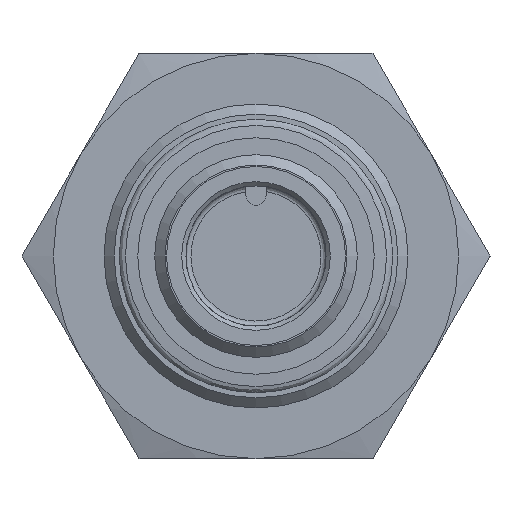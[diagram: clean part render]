
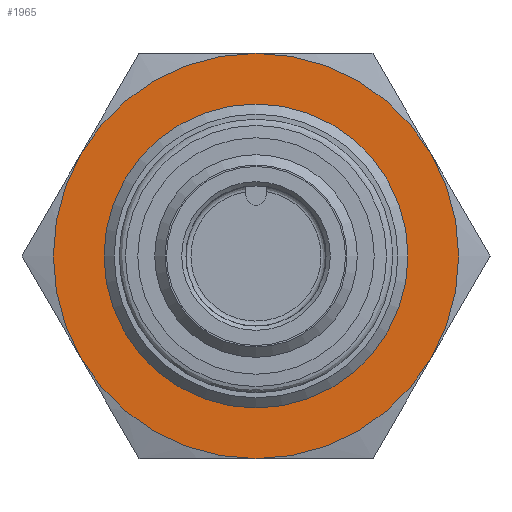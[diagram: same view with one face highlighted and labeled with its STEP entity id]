
A CAD part, left-side view. The second image highlights one B-rep face of the part: STEP entity #1965.
In plain terms, the highlighted planar face has unit normal (-1, 0, 0).
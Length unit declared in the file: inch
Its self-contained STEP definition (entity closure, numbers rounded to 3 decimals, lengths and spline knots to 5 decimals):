
#156 = DIRECTION ( 'NONE',  ( 0., 0., 1. ) ) ;
#173 = CARTESIAN_POINT ( 'NONE',  ( 1.02362, 0.40915, 0.23622 ) ) ;
#198 = EDGE_CURVE ( 'NONE', #2266, #2685, #4931, .T. ) ;
#245 = CIRCLE ( 'NONE', #672, 0.47244 ) ;
#309 = DIRECTION ( 'NONE',  ( 0., 0., 1. ) ) ;
#310 = FACE_BOUND ( 'NONE', #4816, .T. ) ;
#345 = CIRCLE ( 'NONE', #1537, 0.47244 ) ;
#380 = DIRECTION ( 'NONE',  ( -1., 0., 0. ) ) ;
#672 = AXIS2_PLACEMENT_3D ( 'NONE', #3606, #1630, #2032 ) ;
#678 = CARTESIAN_POINT ( 'NONE',  ( 1.02362, 0.40915, -0.23622 ) ) ;
#759 = CIRCLE ( 'NONE', #2778, 0.35433 ) ;
#783 = FACE_OUTER_BOUND ( 'NONE', #1409, .T. ) ;
#793 = CARTESIAN_POINT ( 'NONE',  ( 1.02362, 0., 0. ) ) ;
#893 = ORIENTED_EDGE ( 'NONE', *, *, #3514, .F. ) ;
#1056 = DIRECTION ( 'NONE',  ( 1., 0., 0. ) ) ;
#1097 = EDGE_CURVE ( 'NONE', #3445, #2103, #245, .T. ) ;
#1255 = VERTEX_POINT ( 'NONE', #3305 ) ;
#1342 = AXIS2_PLACEMENT_3D ( 'NONE', #3949, #2024, #2847 ) ;
#1408 = CIRCLE ( 'NONE', #2317, 0.47244 ) ;
#1409 = EDGE_LOOP ( 'NONE', ( #3545, #4029, #2297, #893, #3615, #2497 ) ) ;
#1473 = CARTESIAN_POINT ( 'NONE',  ( 1.02362, -0.47244, 0. ) ) ;
#1475 = EDGE_CURVE ( 'NONE', #2773, #2773, #759, .T. ) ;
#1524 = CIRCLE ( 'NONE', #1342, 0.47244 ) ;
#1537 = AXIS2_PLACEMENT_3D ( 'NONE', #3341, #1056, #309 ) ;
#1630 = DIRECTION ( 'NONE',  ( 1., 0., 0. ) ) ;
#1647 = CARTESIAN_POINT ( 'NONE',  ( 1.02362, 0., 0. ) ) ;
#1765 = PLANE ( 'NONE',  #2913 ) ;
#1893 = VERTEX_POINT ( 'NONE', #678 ) ;
#1965 = ADVANCED_FACE ( 'NONE', ( #783, #310 ), #1765, .F. ) ;
#2024 = DIRECTION ( 'NONE',  ( 1., 0., 0. ) ) ;
#2032 = DIRECTION ( 'NONE',  ( 0., 0., 1. ) ) ;
#2044 = EDGE_CURVE ( 'NONE', #2685, #1255, #1408, .T. ) ;
#2058 = DIRECTION ( 'NONE',  ( 1., 0., 0. ) ) ;
#2103 = VERTEX_POINT ( 'NONE', #3088 ) ;
#2266 = VERTEX_POINT ( 'NONE', #173 ) ;
#2297 = ORIENTED_EDGE ( 'NONE', *, *, #198, .F. ) ;
#2306 = DIRECTION ( 'NONE',  ( 0., 0., -1. ) ) ;
#2317 = AXIS2_PLACEMENT_3D ( 'NONE', #793, #2647, #4922 ) ;
#2344 = EDGE_CURVE ( 'NONE', #2103, #1893, #345, .T. ) ;
#2413 = DIRECTION ( 'NONE',  ( 1., 0., 0. ) ) ;
#2497 = ORIENTED_EDGE ( 'NONE', *, *, #1097, .F. ) ;
#2647 = DIRECTION ( 'NONE',  ( 1., 0., 0. ) ) ;
#2685 = VERTEX_POINT ( 'NONE', #3981 ) ;
#2773 = VERTEX_POINT ( 'NONE', #3940 ) ;
#2778 = AXIS2_PLACEMENT_3D ( 'NONE', #4602, #380, #2306 ) ;
#2847 = DIRECTION ( 'NONE',  ( 0., 1., 0. ) ) ;
#2913 = AXIS2_PLACEMENT_3D ( 'NONE', #1473, #3416, #3843 ) ;
#3088 = CARTESIAN_POINT ( 'NONE',  ( 1.02362, 0., -0.47244 ) ) ;
#3305 = CARTESIAN_POINT ( 'NONE',  ( 1.02362, -0.40915, 0.23622 ) ) ;
#3341 = CARTESIAN_POINT ( 'NONE',  ( 1.02362, 0., 0. ) ) ;
#3416 = DIRECTION ( 'NONE',  ( 1., 0., 0. ) ) ;
#3445 = VERTEX_POINT ( 'NONE', #4769 ) ;
#3514 = EDGE_CURVE ( 'NONE', #1893, #2266, #4054, .T. ) ;
#3545 = ORIENTED_EDGE ( 'NONE', *, *, #4761, .F. ) ;
#3563 = AXIS2_PLACEMENT_3D ( 'NONE', #4362, #2058, #4752 ) ;
#3606 = CARTESIAN_POINT ( 'NONE',  ( 1.02362, 0., 0. ) ) ;
#3615 = ORIENTED_EDGE ( 'NONE', *, *, #2344, .F. ) ;
#3843 = DIRECTION ( 'NONE',  ( 0., 0., 1. ) ) ;
#3940 = CARTESIAN_POINT ( 'NONE',  ( 1.02362, 0., -0.35433 ) ) ;
#3949 = CARTESIAN_POINT ( 'NONE',  ( 1.02362, 0., 0. ) ) ;
#3961 = AXIS2_PLACEMENT_3D ( 'NONE', #1647, #2413, #156 ) ;
#3981 = CARTESIAN_POINT ( 'NONE',  ( 1.02362, 0., 0.47244 ) ) ;
#4029 = ORIENTED_EDGE ( 'NONE', *, *, #2044, .F. ) ;
#4054 = CIRCLE ( 'NONE', #3563, 0.47244 ) ;
#4362 = CARTESIAN_POINT ( 'NONE',  ( 1.02362, 0., 0. ) ) ;
#4544 = ORIENTED_EDGE ( 'NONE', *, *, #1475, .F. ) ;
#4602 = CARTESIAN_POINT ( 'NONE',  ( 1.02362, 0., 0. ) ) ;
#4752 = DIRECTION ( 'NONE',  ( 0., 1., 0. ) ) ;
#4761 = EDGE_CURVE ( 'NONE', #1255, #3445, #1524, .T. ) ;
#4769 = CARTESIAN_POINT ( 'NONE',  ( 1.02362, -0.40915, -0.23622 ) ) ;
#4816 = EDGE_LOOP ( 'NONE', ( #4544 ) ) ;
#4922 = DIRECTION ( 'NONE',  ( 0., 0., 1. ) ) ;
#4931 = CIRCLE ( 'NONE', #3961, 0.47244 ) ;
